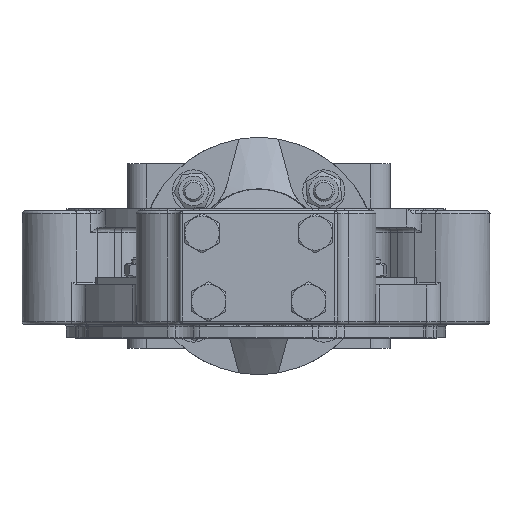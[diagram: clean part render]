
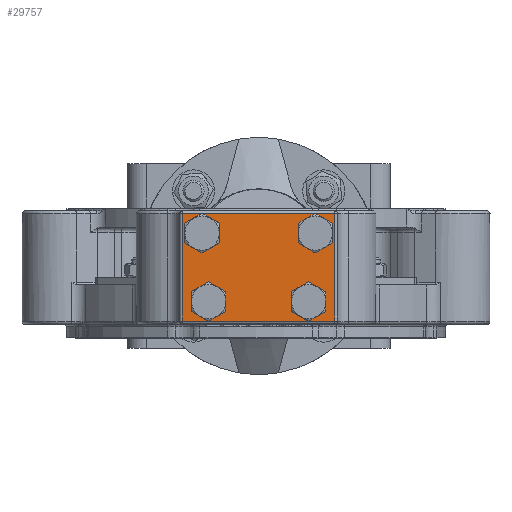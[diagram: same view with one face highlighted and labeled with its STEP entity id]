
A CAD part, left-side view. The second image highlights one B-rep face of the part: STEP entity #29757.
In plain terms, the highlighted planar face has unit normal (-1, 0, 0).
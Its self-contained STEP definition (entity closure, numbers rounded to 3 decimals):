
#1815=LINE('',#47718,#3450);
#1816=LINE('',#47720,#3451);
#1817=LINE('',#47722,#3452);
#1818=LINE('',#47723,#3453);
#3450=VECTOR('',#37650,10.);
#3451=VECTOR('',#37651,10.);
#3452=VECTOR('',#37652,10.);
#3453=VECTOR('',#37653,10.);
#5482=PLANE('',#32251);
#6059=FACE_BOUND('',#9057,.T.);
#6060=FACE_BOUND('',#9058,.T.);
#6061=FACE_BOUND('',#9059,.T.);
#6062=FACE_BOUND('',#9060,.T.);
#7012=FACE_OUTER_BOUND('',#9056,.T.);
#9056=EDGE_LOOP('',(#21999,#22000,#22001,#22002));
#9057=EDGE_LOOP('',(#22003));
#9058=EDGE_LOOP('',(#22004));
#9059=EDGE_LOOP('',(#22005));
#9060=EDGE_LOOP('',(#22006));
#10998=CIRCLE('',#32240,5.815);
#11004=CIRCLE('',#32252,5.815);
#11005=CIRCLE('',#32253,5.815);
#11006=CIRCLE('',#32254,5.815);
#13185=VERTEX_POINT('',#47683);
#13197=VERTEX_POINT('',#47716);
#13198=VERTEX_POINT('',#47717);
#13199=VERTEX_POINT('',#47719);
#13200=VERTEX_POINT('',#47721);
#13201=VERTEX_POINT('',#47724);
#13202=VERTEX_POINT('',#47726);
#13203=VERTEX_POINT('',#47728);
#16424=EDGE_CURVE('',#13185,#13185,#10998,.T.);
#16439=EDGE_CURVE('',#13197,#13198,#1815,.T.);
#16440=EDGE_CURVE('',#13199,#13197,#1816,.T.);
#16441=EDGE_CURVE('',#13200,#13199,#1817,.T.);
#16442=EDGE_CURVE('',#13198,#13200,#1818,.T.);
#16443=EDGE_CURVE('',#13201,#13201,#11004,.T.);
#16444=EDGE_CURVE('',#13202,#13202,#11005,.T.);
#16445=EDGE_CURVE('',#13203,#13203,#11006,.T.);
#21999=ORIENTED_EDGE('',*,*,#16439,.F.);
#22000=ORIENTED_EDGE('',*,*,#16440,.F.);
#22001=ORIENTED_EDGE('',*,*,#16441,.F.);
#22002=ORIENTED_EDGE('',*,*,#16442,.F.);
#22003=ORIENTED_EDGE('',*,*,#16443,.T.);
#22004=ORIENTED_EDGE('',*,*,#16424,.T.);
#22005=ORIENTED_EDGE('',*,*,#16444,.T.);
#22006=ORIENTED_EDGE('',*,*,#16445,.T.);
#29757=ADVANCED_FACE('',(#7012,#6059,#6060,#6061,#6062),#5482,.T.);
#32240=AXIS2_PLACEMENT_3D('',#47684,#37617,#37618);
#32251=AXIS2_PLACEMENT_3D('',#47715,#37648,#37649);
#32252=AXIS2_PLACEMENT_3D('',#47725,#37654,#37655);
#32253=AXIS2_PLACEMENT_3D('',#47727,#37656,#37657);
#32254=AXIS2_PLACEMENT_3D('',#47729,#37658,#37659);
#37617=DIRECTION('center_axis',(1.,0.,0.));
#37618=DIRECTION('ref_axis',(0.,0.866,0.5));
#37648=DIRECTION('center_axis',(-1.,0.,0.));
#37649=DIRECTION('ref_axis',(0.,-1.,0.));
#37650=DIRECTION('',(0.,0.,1.));
#37651=DIRECTION('',(0.,1.,0.));
#37652=DIRECTION('',(0.,0.,-1.));
#37653=DIRECTION('',(0.,-1.,0.));
#37654=DIRECTION('center_axis',(1.,0.,0.));
#37655=DIRECTION('ref_axis',(0.,0.866,0.5));
#37656=DIRECTION('center_axis',(1.,0.,0.));
#37657=DIRECTION('ref_axis',(0.,0.,
-1.));
#37658=DIRECTION('center_axis',(1.,0.,0.));
#37659=DIRECTION('ref_axis',(0.,0.866,-0.5));
#47683=CARTESIAN_POINT('',(-108.2,25.536,11.608));
#47684=CARTESIAN_POINT('Origin',(-108.2,20.5,8.7));
#47715=CARTESIAN_POINT('Origin',(-108.2,-1.,-4.3));
#47716=CARTESIAN_POINT('',(-108.2,28.,-24.7));
#47717=CARTESIAN_POINT('',(-108.2,28.,16.1));
#47718=CARTESIAN_POINT('',(-108.2,28.,-15.));
#47719=CARTESIAN_POINT('',(-108.2,-30.,-24.7));
#47720=CARTESIAN_POINT('',(-108.2,-1.,-24.7));
#47721=CARTESIAN_POINT('',(-108.2,-30.,16.1));
#47722=CARTESIAN_POINT('',(-108.2,-30.,6.4));
#47723=CARTESIAN_POINT('',(-108.2,-1.,16.1));
#47724=CARTESIAN_POINT('',(-108.2,23.036,-14.393));
#47725=CARTESIAN_POINT('Origin',(-108.2,18.,-17.3));
#47726=CARTESIAN_POINT('',(-108.2,-22.5,2.885));
#47727=CARTESIAN_POINT('Origin',(-108.2,-22.5,8.7));
#47728=CARTESIAN_POINT('',(-108.2,-14.964,-20.208));
#47729=CARTESIAN_POINT('Origin',(-108.2,-20.,-17.3));
